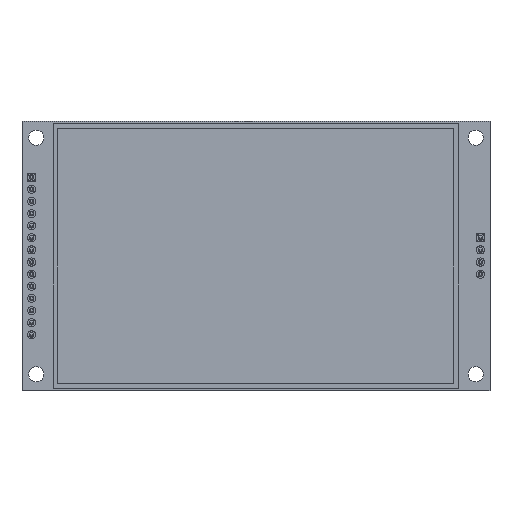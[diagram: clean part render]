
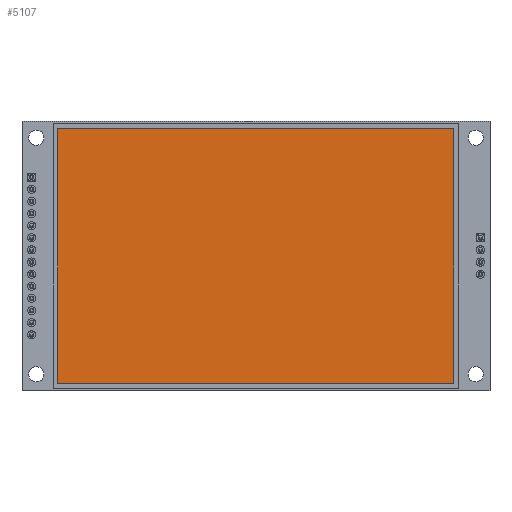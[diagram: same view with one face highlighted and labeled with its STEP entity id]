
A CAD part, top view. The second image highlights one B-rep face of the part: STEP entity #5107.
In plain terms, the highlighted planar face has unit normal (0, 0, 1).
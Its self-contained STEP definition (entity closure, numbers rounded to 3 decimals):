
#1917 = CARTESIAN_POINT ( 'NONE',  ( -41.5, -26.67, 3.6 ) ) ;
#2258 = LINE ( 'NONE', #14232, #25517 ) ;
#3794 = AXIS2_PLACEMENT_3D ( 'NONE', #23072, #23173, #25419 ) ;
#4755 = EDGE_CURVE ( 'NONE', #18062, #26009, #19145, .T. ) ;
#5107 = ADVANCED_FACE ( 'NONE', ( #8787 ), #5155, .T. ) ;
#5155 = PLANE ( 'NONE',  #3794 ) ;
#5382 = CARTESIAN_POINT ( 'NONE',  ( 41.46, 26.67, 3.6 ) ) ;
#6062 = DIRECTION ( 'NONE',  ( 1., 0., 0. ) ) ;
#6147 = CARTESIAN_POINT ( 'NONE',  ( 41.46, -26.67, 3.6 ) ) ;
#6988 = EDGE_CURVE ( 'NONE', #15521, #19836, #2258, .T. ) ;
#8787 = FACE_OUTER_BOUND ( 'NONE', #28443, .T. ) ;
#9948 = DIRECTION ( 'NONE',  ( 0., 1., 0. ) ) ;
#10002 = ORIENTED_EDGE ( 'NONE', *, *, #13270, .T. ) ;
#10834 = VECTOR ( 'NONE', #6062, 1000. ) ;
#11550 = LINE ( 'NONE', #6147, #10834 ) ;
#13270 = EDGE_CURVE ( 'NONE', #19836, #18062, #27836, .T. ) ;
#14232 = CARTESIAN_POINT ( 'NONE',  ( 41.46, -26.67, 3.6 ) ) ;
#14699 = ORIENTED_EDGE ( 'NONE', *, *, #4755, .T. ) ;
#15521 = VERTEX_POINT ( 'NONE', #25535 ) ;
#16744 = ORIENTED_EDGE ( 'NONE', *, *, #6988, .T. ) ;
#17051 = VECTOR ( 'NONE', #17732, 1000. ) ;
#17732 = DIRECTION ( 'NONE',  ( 0., -1., 0. ) ) ;
#18062 = VERTEX_POINT ( 'NONE', #23058 ) ;
#18480 = EDGE_CURVE ( 'NONE', #26009, #15521, #11550, .T. ) ;
#19145 = LINE ( 'NONE', #1917, #17051 ) ;
#19836 = VERTEX_POINT ( 'NONE', #24993 ) ;
#20344 = ORIENTED_EDGE ( 'NONE', *, *, #18480, .T. ) ;
#21336 = DIRECTION ( 'NONE',  ( -1., 0., 0. ) ) ;
#22526 = VECTOR ( 'NONE', #21336, 1000. ) ;
#23058 = CARTESIAN_POINT ( 'NONE',  ( -41.5, 26.67, 3.6 ) ) ;
#23072 = CARTESIAN_POINT ( 'NONE',  ( 0., 0., 3.6 ) ) ;
#23173 = DIRECTION ( 'NONE',  ( 0., 0., 1. ) ) ;
#24703 = CARTESIAN_POINT ( 'NONE',  ( -41.5, -26.67, 3.6 ) ) ;
#24993 = CARTESIAN_POINT ( 'NONE',  ( 41.46, 26.67, 3.6 ) ) ;
#25419 = DIRECTION ( 'NONE',  ( 1., 0., 0. ) ) ;
#25517 = VECTOR ( 'NONE', #9948, 1000. ) ;
#25535 = CARTESIAN_POINT ( 'NONE',  ( 41.46, -26.67, 3.6 ) ) ;
#26009 = VERTEX_POINT ( 'NONE', #24703 ) ;
#27836 = LINE ( 'NONE', #5382, #22526 ) ;
#28443 = EDGE_LOOP ( 'NONE', ( #16744, #10002, #14699, #20344 ) ) ;
